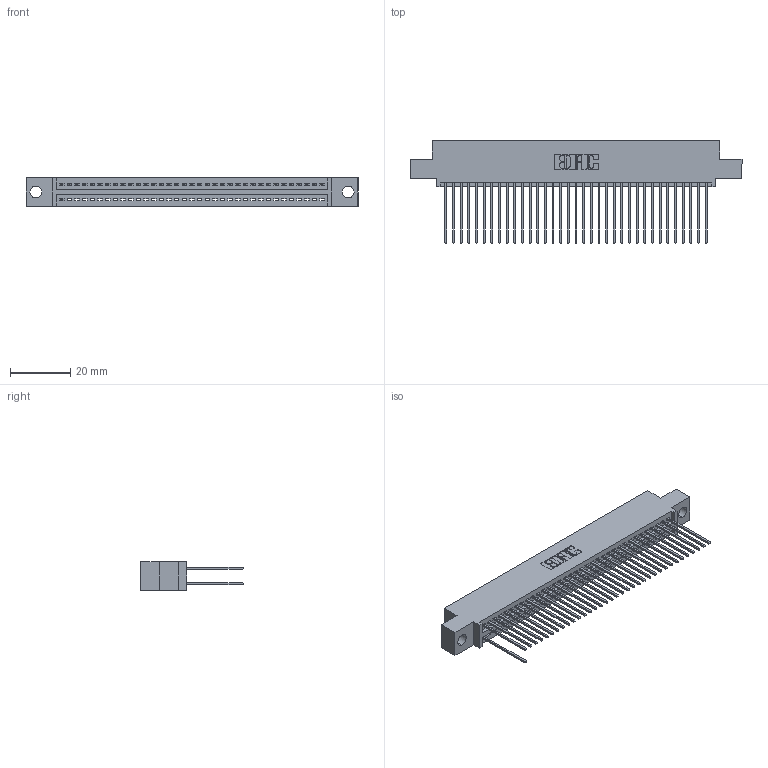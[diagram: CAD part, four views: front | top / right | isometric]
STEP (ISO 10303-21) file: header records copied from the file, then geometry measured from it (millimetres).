
FILE_DESCRIPTION (( 'STEP AP203' ), '1' );
FILE_NAME ('395-070-541-504.STEP', '2018-11-26T19:56:19', ( '' ), ( '' ), 'SwSTEP 2.0', 'SolidWorks 2016', '' );
FILE_SCHEMA (( 'CONFIG_CONTROL_DESIGN' ));
Length unit declared in the file: inch
Products named in the file (3): 345-292-001_345-293-141; 345 Part_0.110 Offset - 0.156 Dia-TH; 395-070-541-504
Assembly tree (37 placements, depth 2):
  395-070-541-504
    345 Part_0.110 Offset - 0.156 Dia-TH
    345-292-001_345-293-141  x36
Bounding box: 110.11 x 33.96 x 9.4 mm (x, y, z)
Volume: 10370 mm3; surface area: 14336 mm2
Topology: 37 solids, 37 shells, 2202 faces, 6635 edges, 4374 vertices
Faces by surface type: plane 1510, cylinder 692
Entity records: 27469 total; most frequent: CARTESIAN_POINT 4762, ORIENTED_EDGE 4730, DIRECTION 4169, EDGE_CURVE 2365, LINE 2093, VECTOR 2093, VERTEX_POINT 1574, AXIS2_PLACEMENT_3D 1038
